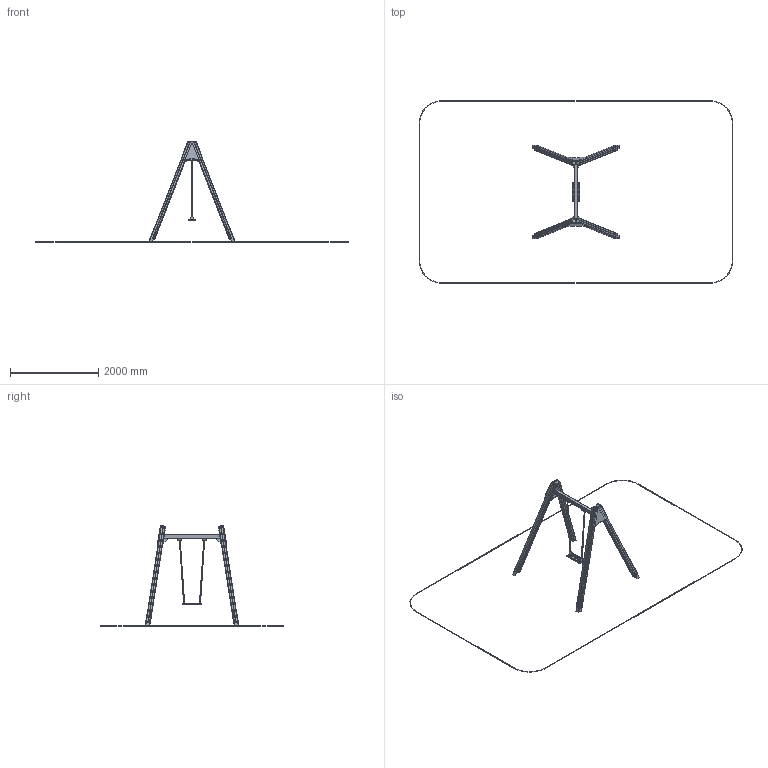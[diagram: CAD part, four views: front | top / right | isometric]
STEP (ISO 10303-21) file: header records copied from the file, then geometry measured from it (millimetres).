
FILE_DESCRIPTION(('STEP AP214'), '1');
FILE_NAME('罻灚錒', '', ('UNSPECIFIED'), ('UNSPECIFIED'), 'C3D Converter', 'C3D Toolkit', '');
FILE_SCHEMA(('AUTOMOTIVE_DESIGN { 1 0 10303 214 3 1 1}'));
Length unit declared in the file: millimetre
Products named in the file (25): КЧ-04.10-00.00; КЧ-04.1-01.00-7024; КЧ-04.10-02.00-7024; КЧ-04.9-00.01; КЧ-04.10-00.02-3020; П-04-1500; КЧ-08.1.1.01.00.03; КЧ-08.1.1.01.00.01
Assembly tree (110 placements, depth 4):
  КЧ-04.10-00.00
    КЧ-04.1-01.00-7024
      (unnamed)
      (unnamed)  x4
      (unnamed)  x2
      (unnamed)  x4
    КЧ-04.10-02.00-7024
      (unnamed)
      (unnamed)
      (unnamed)
    КЧ-04.10-02.00-7024
      (unnamed)
      (unnamed)
      (unnamed)
    КЧ-04.9-00.01  x2
    КЧ-04.10-00.02-3020  x2
    П-04-1500
      КЧ-08.1.1.01.00.03
      КЧ-08.1.1.01.00.01  x2
      (unnamed)  x2
        (unnamed)
    КЧ-04.9-00.01  x2
    КЧ-04.10-02.00-7024
      (unnamed)
      (unnamed)
      (unnamed)
    КЧ-04.10-02.00-7024
      (unnamed)
      (unnamed)
      (unnamed)
    (unnamed)
Bounding box: 7120 x 4145.56 x 2289.06 mm (x, y, z)
Volume: 104292978.5 mm3; surface area: 7887271.7 mm2
Topology: 166 solids, 166 shells, 1330 faces, 2960 edges, 1696 vertices
Faces by surface type: cylinder 576, plane 342, torus 340, extrusion 40, sphere 32
Full cylindrical faces by diameter (mm): 6.3 x276, 10.5 x4, 22 x2, 24.5 x2
Entity records: 26506 total; most frequent: CARTESIAN_POINT 8267, DIRECTION 3089, ORIENTED_EDGE 2842, EDGE_CURVE 1421, AXIS2_PLACEMENT_3D 1100, VERTEX_POINT 914, VECTOR 889, LINE 849
